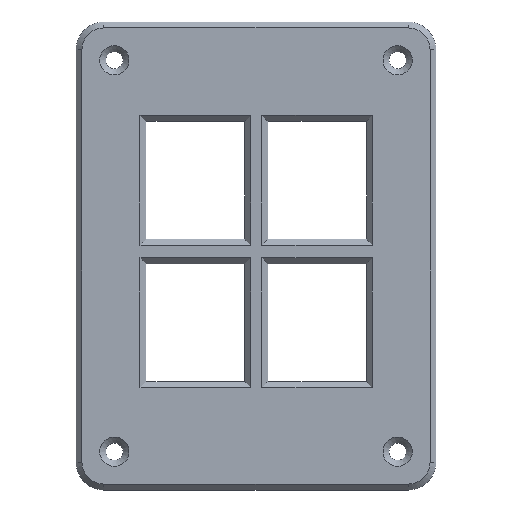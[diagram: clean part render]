
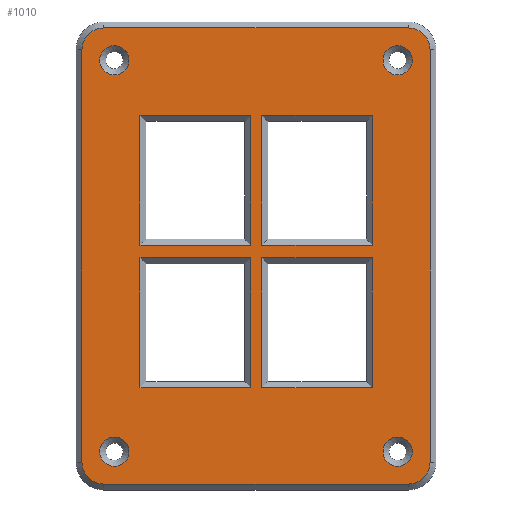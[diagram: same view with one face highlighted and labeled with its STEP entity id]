
A CAD part, top view. The second image highlights one B-rep face of the part: STEP entity #1010.
In plain terms, the highlighted planar face has unit normal (0, 0, 1).
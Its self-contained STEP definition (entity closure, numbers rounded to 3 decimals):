
#31=FACE_BOUND('',#177,.T.);
#32=FACE_BOUND('',#178,.T.);
#33=FACE_BOUND('',#179,.T.);
#34=FACE_BOUND('',#180,.T.);
#35=FACE_BOUND('',#181,.T.);
#36=FACE_BOUND('',#182,.T.);
#37=FACE_BOUND('',#183,.T.);
#38=FACE_BOUND('',#184,.T.);
#60=PLANE('',#1086);
#110=FACE_OUTER_BOUND('',#176,.T.);
#176=EDGE_LOOP('',(#833,#834,#835,#836,#837,#838,#839,#840));
#177=EDGE_LOOP('',(#841));
#178=EDGE_LOOP('',(#842));
#179=EDGE_LOOP('',(#843));
#180=EDGE_LOOP('',(#844));
#181=EDGE_LOOP('',(#845,#846,#847,#848));
#182=EDGE_LOOP('',(#849,#850,#851,#852));
#183=EDGE_LOOP('',(#853,#854,#855,#856));
#184=EDGE_LOOP('',(#857,#858,#859,#860));
#281=LINE('',#1580,#397);
#282=LINE('',#1584,#398);
#283=LINE('',#1588,#399);
#284=LINE('',#1591,#400);
#285=LINE('',#1602,#401);
#286=LINE('',#1604,#402);
#287=LINE('',#1606,#403);
#288=LINE('',#1607,#404);
#289=LINE('',#1610,#405);
#290=LINE('',#1612,#406);
#291=LINE('',#1614,#407);
#292=LINE('',#1615,#408);
#293=LINE('',#1618,#409);
#294=LINE('',#1620,#410);
#295=LINE('',#1622,#411);
#296=LINE('',#1623,#412);
#297=LINE('',#1626,#413);
#298=LINE('',#1628,#414);
#299=LINE('',#1630,#415);
#300=LINE('',#1631,#416);
#397=VECTOR('',#1287,10.);
#398=VECTOR('',#1290,10.);
#399=VECTOR('',#1293,10.);
#400=VECTOR('',#1296,10.);
#401=VECTOR('',#1305,10.);
#402=VECTOR('',#1306,10.);
#403=VECTOR('',#1307,10.);
#404=VECTOR('',#1308,10.);
#405=VECTOR('',#1309,10.);
#406=VECTOR('',#1310,10.);
#407=VECTOR('',#1311,10.);
#408=VECTOR('',#1312,10.);
#409=VECTOR('',#1313,10.);
#410=VECTOR('',#1314,10.);
#411=VECTOR('',#1315,10.);
#412=VECTOR('',#1316,10.);
#413=VECTOR('',#1317,10.);
#414=VECTOR('',#1318,10.);
#415=VECTOR('',#1319,10.);
#416=VECTOR('',#1320,10.);
#461=CIRCLE('',#1087,3.15);
#462=CIRCLE('',#1088,3.15);
#463=CIRCLE('',#1089,3.15);
#464=CIRCLE('',#1090,3.15);
#465=CIRCLE('',#1091,2.1);
#466=CIRCLE('',#1092,2.1);
#467=CIRCLE('',#1093,2.1);
#468=CIRCLE('',#1094,2.1);
#525=VERTEX_POINT('',#1576);
#526=VERTEX_POINT('',#1577);
#527=VERTEX_POINT('',#1579);
#528=VERTEX_POINT('',#1581);
#529=VERTEX_POINT('',#1583);
#530=VERTEX_POINT('',#1585);
#531=VERTEX_POINT('',#1587);
#532=VERTEX_POINT('',#1589);
#533=VERTEX_POINT('',#1592);
#534=VERTEX_POINT('',#1594);
#535=VERTEX_POINT('',#1596);
#536=VERTEX_POINT('',#1598);
#537=VERTEX_POINT('',#1600);
#538=VERTEX_POINT('',#1601);
#539=VERTEX_POINT('',#1603);
#540=VERTEX_POINT('',#1605);
#541=VERTEX_POINT('',#1608);
#542=VERTEX_POINT('',#1609);
#543=VERTEX_POINT('',#1611);
#544=VERTEX_POINT('',#1613);
#545=VERTEX_POINT('',#1616);
#546=VERTEX_POINT('',#1617);
#547=VERTEX_POINT('',#1619);
#548=VERTEX_POINT('',#1621);
#549=VERTEX_POINT('',#1624);
#550=VERTEX_POINT('',#1625);
#551=VERTEX_POINT('',#1627);
#552=VERTEX_POINT('',#1629);
#637=EDGE_CURVE('',#525,#526,#461,.T.);
#638=EDGE_CURVE('',#527,#525,#281,.T.);
#639=EDGE_CURVE('',#528,#527,#462,.T.);
#640=EDGE_CURVE('',#529,#528,#282,.T.);
#641=EDGE_CURVE('',#530,#529,#463,.T.);
#642=EDGE_CURVE('',#531,#530,#283,.T.);
#643=EDGE_CURVE('',#532,#531,#464,.T.);
#644=EDGE_CURVE('',#526,#532,#284,.T.);
#645=EDGE_CURVE('',#533,#533,#465,.T.);
#646=EDGE_CURVE('',#534,#534,#466,.T.);
#647=EDGE_CURVE('',#535,#535,#467,.T.);
#648=EDGE_CURVE('',#536,#536,#468,.T.);
#649=EDGE_CURVE('',#537,#538,#285,.T.);
#650=EDGE_CURVE('',#539,#537,#286,.T.);
#651=EDGE_CURVE('',#540,#539,#287,.T.);
#652=EDGE_CURVE('',#538,#540,#288,.T.);
#653=EDGE_CURVE('',#541,#542,#289,.T.);
#654=EDGE_CURVE('',#543,#541,#290,.T.);
#655=EDGE_CURVE('',#544,#543,#291,.T.);
#656=EDGE_CURVE('',#542,#544,#292,.T.);
#657=EDGE_CURVE('',#545,#546,#293,.T.);
#658=EDGE_CURVE('',#547,#545,#294,.T.);
#659=EDGE_CURVE('',#548,#547,#295,.T.);
#660=EDGE_CURVE('',#546,#548,#296,.T.);
#661=EDGE_CURVE('',#549,#550,#297,.T.);
#662=EDGE_CURVE('',#551,#549,#298,.T.);
#663=EDGE_CURVE('',#552,#551,#299,.T.);
#664=EDGE_CURVE('',#550,#552,#300,.T.);
#833=ORIENTED_EDGE('',*,*,#637,.F.);
#834=ORIENTED_EDGE('',*,*,#638,.F.);
#835=ORIENTED_EDGE('',*,*,#639,.F.);
#836=ORIENTED_EDGE('',*,*,#640,.F.);
#837=ORIENTED_EDGE('',*,*,#641,.F.);
#838=ORIENTED_EDGE('',*,*,#642,.F.);
#839=ORIENTED_EDGE('',*,*,#643,.F.);
#840=ORIENTED_EDGE('',*,*,#644,.F.);
#841=ORIENTED_EDGE('',*,*,#645,.F.);
#842=ORIENTED_EDGE('',*,*,#646,.F.);
#843=ORIENTED_EDGE('',*,*,#647,.F.);
#844=ORIENTED_EDGE('',*,*,#648,.F.);
#845=ORIENTED_EDGE('',*,*,#649,.F.);
#846=ORIENTED_EDGE('',*,*,#650,.F.);
#847=ORIENTED_EDGE('',*,*,#651,.F.);
#848=ORIENTED_EDGE('',*,*,#652,.F.);
#849=ORIENTED_EDGE('',*,*,#653,.F.);
#850=ORIENTED_EDGE('',*,*,#654,.F.);
#851=ORIENTED_EDGE('',*,*,#655,.F.);
#852=ORIENTED_EDGE('',*,*,#656,.F.);
#853=ORIENTED_EDGE('',*,*,#657,.F.);
#854=ORIENTED_EDGE('',*,*,#658,.F.);
#855=ORIENTED_EDGE('',*,*,#659,.F.);
#856=ORIENTED_EDGE('',*,*,#660,.F.);
#857=ORIENTED_EDGE('',*,*,#661,.F.);
#858=ORIENTED_EDGE('',*,*,#662,.F.);
#859=ORIENTED_EDGE('',*,*,#663,.F.);
#860=ORIENTED_EDGE('',*,*,#664,.F.);
#1010=ADVANCED_FACE('',(#110,#31,#32,#33,#34,#35,#36,#37,#38),#60,.F.);
#1086=AXIS2_PLACEMENT_3D('',#1575,#1283,#1284);
#1087=AXIS2_PLACEMENT_3D('',#1578,#1285,#1286);
#1088=AXIS2_PLACEMENT_3D('',#1582,#1288,#1289);
#1089=AXIS2_PLACEMENT_3D('',#1586,#1291,#1292);
#1090=AXIS2_PLACEMENT_3D('',#1590,#1294,#1295);
#1091=AXIS2_PLACEMENT_3D('',#1593,#1297,#1298);
#1092=AXIS2_PLACEMENT_3D('',#1595,#1299,#1300);
#1093=AXIS2_PLACEMENT_3D('',#1597,#1301,#1302);
#1094=AXIS2_PLACEMENT_3D('',#1599,#1303,#1304);
#1283=DIRECTION('center_axis',(0.,0.,-1.));
#1284=DIRECTION('ref_axis',(-1.,0.,0.));
#1285=DIRECTION('center_axis',(0.,0.,-1.));
#1286=DIRECTION('ref_axis',(0.,-1.,0.));
#1287=DIRECTION('',(0.,-1.,0.));
#1288=DIRECTION('center_axis',(0.,0.,-1.));
#1289=DIRECTION('ref_axis',(1.,0.,0.));
#1290=DIRECTION('',(1.,0.,0.));
#1291=DIRECTION('center_axis',(0.,0.,-1.));
#1292=DIRECTION('ref_axis',(0.,1.,0.));
#1293=DIRECTION('',(0.,1.,0.));
#1294=DIRECTION('center_axis',(0.,0.,-1.));
#1295=DIRECTION('ref_axis',(-1.,0.,0.));
#1296=DIRECTION('',(-1.,0.,0.));
#1297=DIRECTION('center_axis',(0.,0.,1.));
#1298=DIRECTION('ref_axis',(-1.,0.,0.));
#1299=DIRECTION('center_axis',(0.,0.,1.));
#1300=DIRECTION('ref_axis',(-1.,0.,0.));
#1301=DIRECTION('center_axis',(0.,0.,1.));
#1302=DIRECTION('ref_axis',(-1.,0.,0.));
#1303=DIRECTION('center_axis',(0.,0.,1.));
#1304=DIRECTION('ref_axis',(-1.,0.,0.));
#1305=DIRECTION('',(1.,0.,0.));
#1306=DIRECTION('',(0.,-1.,0.));
#1307=DIRECTION('',(-1.,0.,0.));
#1308=DIRECTION('',(0.,1.,0.));
#1309=DIRECTION('',(0.,-1.,0.));
#1310=DIRECTION('',(-1.,0.,0.));
#1311=DIRECTION('',(0.,1.,0.));
#1312=DIRECTION('',(1.,0.,0.));
#1313=DIRECTION('',(-1.,0.,0.));
#1314=DIRECTION('',(0.,1.,0.));
#1315=DIRECTION('',(1.,0.,0.));
#1316=DIRECTION('',(0.,-1.,0.));
#1317=DIRECTION('',(0.,-1.,0.));
#1318=DIRECTION('',(-1.,0.,0.));
#1319=DIRECTION('',(0.,1.,0.));
#1320=DIRECTION('',(1.,0.,0.));
#1575=CARTESIAN_POINT('Origin',(66.,58.5,11.));
#1576=CARTESIAN_POINT('',(90.5,28.8,11.));
#1577=CARTESIAN_POINT('',(87.35,25.65,11.));
#1578=CARTESIAN_POINT('Origin',(87.35,28.8,11.));
#1579=CARTESIAN_POINT('',(90.5,88.042,11.));
#1580=CARTESIAN_POINT('',(90.5,65.866,11.));
#1581=CARTESIAN_POINT('',(87.35,91.192,11.));
#1582=CARTESIAN_POINT('Origin',(87.35,88.042,11.));
#1583=CARTESIAN_POINT('',(43.648,91.192,11.));
#1584=CARTESIAN_POINT('',(60.287,91.192,11.));
#1585=CARTESIAN_POINT('',(40.498,88.042,11.));
#1586=CARTESIAN_POINT('Origin',(43.648,88.042,11.));
#1587=CARTESIAN_POINT('',(40.498,28.8,11.));
#1588=CARTESIAN_POINT('',(40.498,51.055,11.));
#1589=CARTESIAN_POINT('',(43.648,25.65,11.));
#1590=CARTESIAN_POINT('Origin',(43.648,28.8,11.));
#1591=CARTESIAN_POINT('',(71.212,25.65,11.));
#1592=CARTESIAN_POINT('',(47.248,30.3,11.));
#1593=CARTESIAN_POINT('Origin',(45.148,30.3,11.));
#1594=CARTESIAN_POINT('',(87.95,30.3,11.));
#1595=CARTESIAN_POINT('Origin',(85.85,30.3,11.));
#1596=CARTESIAN_POINT('',(47.248,86.542,11.));
#1597=CARTESIAN_POINT('Origin',(45.148,86.542,11.));
#1598=CARTESIAN_POINT('',(87.95,86.542,11.));
#1599=CARTESIAN_POINT('Origin',(85.85,86.542,11.));
#1600=CARTESIAN_POINT('',(48.832,39.512,11.));
#1601=CARTESIAN_POINT('',(64.732,39.512,11.));
#1602=CARTESIAN_POINT('',(65.345,39.512,11.));
#1603=CARTESIAN_POINT('',(48.832,58.162,11.));
#1604=CARTESIAN_POINT('',(48.832,53.946,11.));
#1605=CARTESIAN_POINT('',(64.732,58.162,11.));
#1606=CARTESIAN_POINT('',(61.795,58.162,11.));
#1607=CARTESIAN_POINT('',(64.732,58.183,11.));
#1608=CARTESIAN_POINT('',(48.832,78.612,11.));
#1609=CARTESIAN_POINT('',(48.832,59.962,11.));
#1610=CARTESIAN_POINT('',(48.832,59.058,11.));
#1611=CARTESIAN_POINT('',(64.732,78.612,11.));
#1612=CARTESIAN_POINT('',(61.795,78.612,11.));
#1613=CARTESIAN_POINT('',(64.732,59.962,11.));
#1614=CARTESIAN_POINT('',(64.732,63.296,11.));
#1615=CARTESIAN_POINT('',(65.345,59.962,11.));
#1616=CARTESIAN_POINT('',(82.232,78.612,11.));
#1617=CARTESIAN_POINT('',(66.332,78.612,11.));
#1618=CARTESIAN_POINT('',(66.17,78.612,11.));
#1619=CARTESIAN_POINT('',(82.232,59.962,11.));
#1620=CARTESIAN_POINT('',(82.232,63.296,11.));
#1621=CARTESIAN_POINT('',(66.332,59.962,11.));
#1622=CARTESIAN_POINT('',(69.72,59.962,11.));
#1623=CARTESIAN_POINT('',(66.332,59.058,11.));
#1624=CARTESIAN_POINT('',(66.332,58.162,11.));
#1625=CARTESIAN_POINT('',(66.332,39.512,11.));
#1626=CARTESIAN_POINT('',(66.332,53.946,11.));
#1627=CARTESIAN_POINT('',(82.232,58.162,11.));
#1628=CARTESIAN_POINT('',(66.17,58.162,11.));
#1629=CARTESIAN_POINT('',(82.232,39.512,11.));
#1630=CARTESIAN_POINT('',(82.232,58.183,11.));
#1631=CARTESIAN_POINT('',(69.72,39.512,11.));
